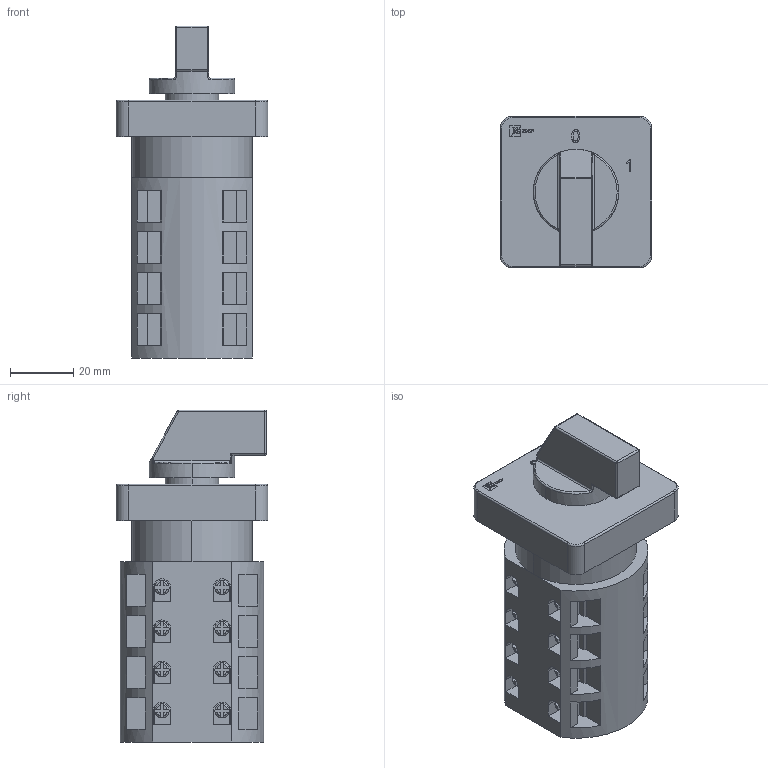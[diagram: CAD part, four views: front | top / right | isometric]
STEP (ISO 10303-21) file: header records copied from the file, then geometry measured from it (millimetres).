
FILE_DESCRIPTION (( 'STEP AP203' ), '1' );
FILE_NAME ('ﾏﾊ-1-14 25ﾀ 4ﾐ (pk-1-14-25).STEP', '2018-09-04T06:46:05', ( '' ), ( '' ), 'SwSTEP 2.0', 'SolidWorks 2017', '' );
FILE_SCHEMA (( 'CONFIG_CONTROL_DESIGN' ));
Length unit declared in the file: millimetre
Products named in the file (1): ﾏﾊ-1-14 25ﾀ 4ﾐ (pk-1-14-25)
Bounding box: 48 x 48 x 105 mm (x, y, z)
Volume: 126781.9 mm3; surface area: 25256.7 mm2
Topology: 1 solids, 1 shells, 706 faces, 1972 edges, 1283 vertices
Faces by surface type: plane 486, cylinder 109, torus 71, bspline 34, sphere 6
Entity records: 24418 total; most frequent: CARTESIAN_POINT 6243, ORIENTED_EDGE 3936, DIRECTION 3586, EDGE_CURVE 1968, LINE 1286, VECTOR 1286, VERTEX_POINT 1283, AXIS2_PLACEMENT_3D 1150
